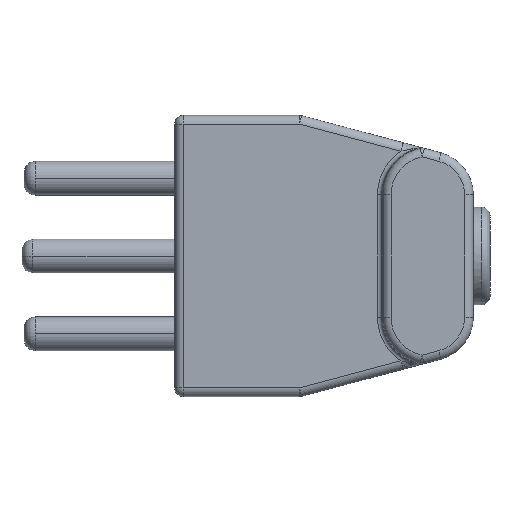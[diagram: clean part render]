
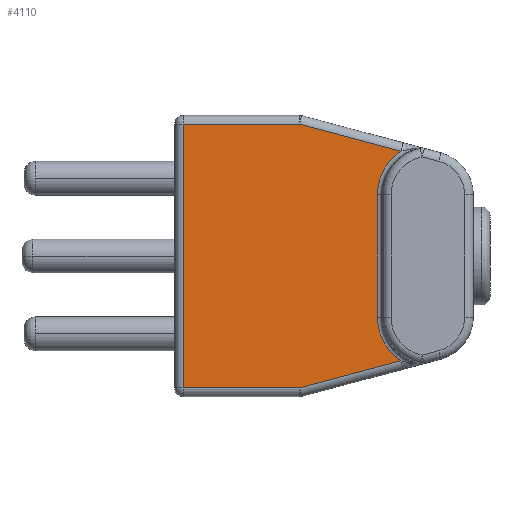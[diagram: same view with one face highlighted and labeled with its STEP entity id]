
A CAD part, front view. The second image highlights one B-rep face of the part: STEP entity #4110.
In plain terms, the highlighted planar face has unit normal (0, -1, 0).
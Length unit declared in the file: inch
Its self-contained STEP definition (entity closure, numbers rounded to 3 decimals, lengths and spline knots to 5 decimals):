
#106 = LINE ( 'NONE', #3569, #1604 ) ;
#122 = CARTESIAN_POINT ( 'NONE',  ( 0.28573, -0.263, -0.47092 ) ) ;
#185 = AXIS2_PLACEMENT_3D ( 'NONE', #5805, #2926, #6330 ) ;
#243 = ORIENTED_EDGE ( 'NONE', *, *, #893, .T. ) ;
#287 = LINE ( 'NONE', #6009, #2787 ) ;
#310 = VECTOR ( 'NONE', #5607, 39.37008 ) ;
#431 = AXIS2_PLACEMENT_3D ( 'NONE', #3767, #829, #4279 ) ;
#501 = CARTESIAN_POINT ( 'NONE',  ( 0.1336, -0.263, -0.28144 ) ) ;
#553 = CARTESIAN_POINT ( 'NONE',  ( 0.24169, -0.263, 0.48269 ) ) ;
#633 = DIRECTION ( 'NONE',  ( 0.966, 0., 0.258 ) ) ;
#829 = DIRECTION ( 'NONE',  ( 0., 1., 0. ) ) ;
#893 = EDGE_CURVE ( 'NONE', #5187, #1304, #106, .T. ) ;
#1076 = CIRCLE ( 'NONE', #185, 0.2414 ) ;
#1088 = VERTEX_POINT ( 'NONE', #1118 ) ;
#1107 = AXIS2_PLACEMENT_3D ( 'NONE', #2257, #5629, #6137 ) ;
#1118 = CARTESIAN_POINT ( 'NONE',  ( -0.22525, -0.263, -0.6075 ) ) ;
#1304 = VERTEX_POINT ( 'NONE', #2924 ) ;
#1340 = ORIENTED_EDGE ( 'NONE', *, *, #2666, .T. ) ;
#1604 = VECTOR ( 'NONE', #3412, 39.37008 ) ;
#1635 = ORIENTED_EDGE ( 'NONE', *, *, #5022, .T. ) ;
#1654 = VECTOR ( 'NONE', #6306, 39.37008 ) ;
#1727 = ORIENTED_EDGE ( 'NONE', *, *, #6010, .T. ) ;
#1815 = EDGE_CURVE ( 'NONE', #4836, #5603, #4938, .T. ) ;
#1922 = CARTESIAN_POINT ( 'NONE',  ( -0.22, -0.263, -0.6075 ) ) ;
#2211 = VECTOR ( 'NONE', #5232, 39.37008 ) ;
#2257 = CARTESIAN_POINT ( 'NONE',  ( 0., -0.263, 0. ) ) ;
#2495 = VECTOR ( 'NONE', #633, 39.37008 ) ;
#2666 = EDGE_CURVE ( 'NONE', #5603, #1088, #5531, .T. ) ;
#2723 = CARTESIAN_POINT ( 'NONE',  ( 0.1336, -0.263, 0.28144 ) ) ;
#2787 = VECTOR ( 'NONE', #3583, 39.37008 ) ;
#2877 = CIRCLE ( 'NONE', #431, 0.2414 ) ;
#2924 = CARTESIAN_POINT ( 'NONE',  ( -0.22525, -0.263, 0.6075 ) ) ;
#2926 = DIRECTION ( 'NONE',  ( 0., 1., 0. ) ) ;
#3412 = DIRECTION ( 'NONE',  ( -0.966, 0., 0.258 ) ) ;
#3569 = CARTESIAN_POINT ( 'NONE',  ( -0.23033, -0.263, 0.60886 ) ) ;
#3583 = DIRECTION ( 'NONE',  ( -1., 0., 0. ) ) ;
#3684 = VERTEX_POINT ( 'NONE', #5193 ) ;
#3767 = CARTESIAN_POINT ( 'NONE',  ( 0.375, -0.263, 0.28144 ) ) ;
#3852 = ORIENTED_EDGE ( 'NONE', *, *, #1815, .T. ) ;
#3926 = ORIENTED_EDGE ( 'NONE', *, *, #5254, .T. ) ;
#4035 = CARTESIAN_POINT ( 'NONE',  ( -0.76, -0.263, -0.6075 ) ) ;
#4048 = EDGE_CURVE ( 'NONE', #4589, #6337, #4097, .T. ) ;
#4097 = LINE ( 'NONE', #2723, #310 ) ;
#4110 = ADVANCED_FACE ( 'NONE', ( #5060 ), #5156, .F. ) ;
#4165 = EDGE_LOOP ( 'NONE', ( #1340, #3926, #5475, #5627, #1635, #243, #1727, #3852 ) ) ;
#4277 = CARTESIAN_POINT ( 'NONE',  ( -0.76, -0.263, -0.6475 ) ) ;
#4279 = DIRECTION ( 'NONE',  ( 0., 0., 1. ) ) ;
#4589 = VERTEX_POINT ( 'NONE', #501 ) ;
#4836 = VERTEX_POINT ( 'NONE', #6002 ) ;
#4868 = CARTESIAN_POINT ( 'NONE',  ( 0.1336, -0.263, 0.28144 ) ) ;
#4938 = LINE ( 'NONE', #4277, #2211 ) ;
#5022 = EDGE_CURVE ( 'NONE', #6337, #5187, #2877, .T. ) ;
#5060 = FACE_OUTER_BOUND ( 'NONE', #4165, .T. ) ;
#5156 = PLANE ( 'NONE',  #1107 ) ;
#5187 = VERTEX_POINT ( 'NONE', #553 ) ;
#5193 = CARTESIAN_POINT ( 'NONE',  ( 0.24169, -0.263, -0.48269 ) ) ;
#5232 = DIRECTION ( 'NONE',  ( 0., 0., -1. ) ) ;
#5254 = EDGE_CURVE ( 'NONE', #1088, #3684, #6383, .T. ) ;
#5475 = ORIENTED_EDGE ( 'NONE', *, *, #6291, .T. ) ;
#5531 = LINE ( 'NONE', #1922, #1654 ) ;
#5603 = VERTEX_POINT ( 'NONE', #4035 ) ;
#5607 = DIRECTION ( 'NONE',  ( 0., 0., 1. ) ) ;
#5627 = ORIENTED_EDGE ( 'NONE', *, *, #4048, .T. ) ;
#5629 = DIRECTION ( 'NONE',  ( 0., 1., 0. ) ) ;
#5805 = CARTESIAN_POINT ( 'NONE',  ( 0.375, -0.263, -0.28144 ) ) ;
#6002 = CARTESIAN_POINT ( 'NONE',  ( -0.76, -0.263, 0.6075 ) ) ;
#6009 = CARTESIAN_POINT ( 'NONE',  ( -0.8, -0.263, 0.6075 ) ) ;
#6010 = EDGE_CURVE ( 'NONE', #1304, #4836, #287, .T. ) ;
#6137 = DIRECTION ( 'NONE',  ( 0., 0., 1. ) ) ;
#6291 = EDGE_CURVE ( 'NONE', #3684, #4589, #1076, .T. ) ;
#6306 = DIRECTION ( 'NONE',  ( 1., 0., 0. ) ) ;
#6330 = DIRECTION ( 'NONE',  ( 0., 0., 1. ) ) ;
#6337 = VERTEX_POINT ( 'NONE', #4868 ) ;
#6383 = LINE ( 'NONE', #122, #2495 ) ;
